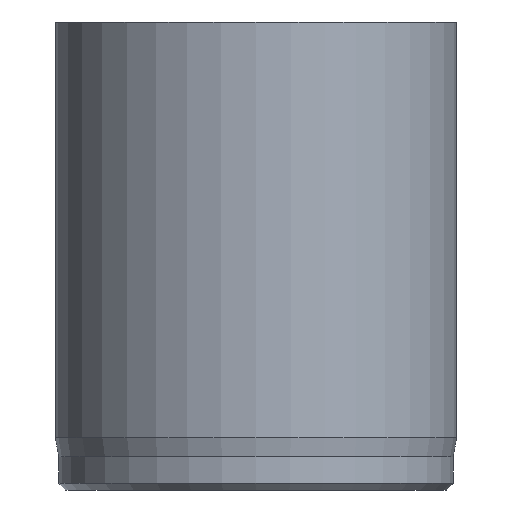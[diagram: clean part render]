
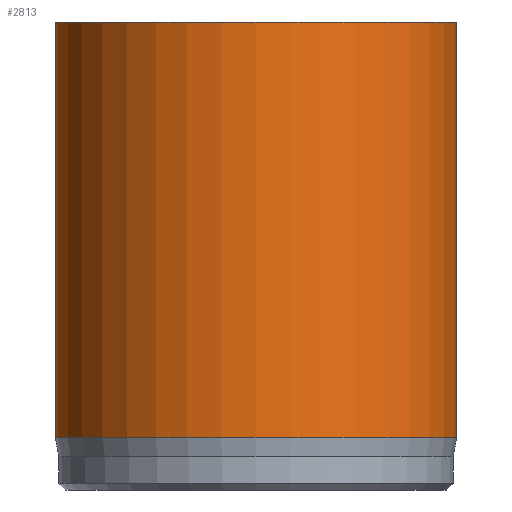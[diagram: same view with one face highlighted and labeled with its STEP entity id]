
A CAD part, front view. The second image highlights one B-rep face of the part: STEP entity #2813.
In plain terms, the highlighted cylindrical face has radius 6 mm (diameter 12 mm), a full revolution.
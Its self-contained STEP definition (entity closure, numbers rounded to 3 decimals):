
#350=CYLINDRICAL_SURFACE('',#2984,6.);
#446=FACE_OUTER_BOUND('',#604,.T.);
#604=EDGE_LOOP('',(#2288,#2289,#2290,#2291,#2292));
#812=LINE('',#4737,#1028);
#1028=VECTOR('',#3293,6.);
#1121=CIRCLE('',#2982,6.);
#1122=CIRCLE('',#2983,6.);
#1123=CIRCLE('',#2985,6.);
#1317=VERTEX_POINT('',#4729);
#1318=VERTEX_POINT('',#4730);
#1319=VERTEX_POINT('',#4735);
#1684=EDGE_CURVE('',#1317,#1318,#1121,.T.);
#1685=EDGE_CURVE('',#1318,#1317,#1122,.T.);
#1687=EDGE_CURVE('',#1319,#1319,#1123,.T.);
#1688=EDGE_CURVE('',#1319,#1317,#812,.T.);
#2288=ORIENTED_EDGE('',*,*,#1687,.T.);
#2289=ORIENTED_EDGE('',*,*,#1688,.T.);
#2290=ORIENTED_EDGE('',*,*,#1684,.T.);
#2291=ORIENTED_EDGE('',*,*,#1685,.T.);
#2292=ORIENTED_EDGE('',*,*,#1688,.F.);
#2813=ADVANCED_FACE('',(#446),#350,.T.);
#2982=AXIS2_PLACEMENT_3D('',#4731,#3284,#3285);
#2983=AXIS2_PLACEMENT_3D('',#4732,#3286,#3287);
#2984=AXIS2_PLACEMENT_3D('',#4734,#3289,#3290);
#2985=AXIS2_PLACEMENT_3D('',#4736,#3291,#3292);
#3284=DIRECTION('center_axis',(0.,0.,1.));
#3285=DIRECTION('ref_axis',(-1.,0.,0.));
#3286=DIRECTION('center_axis',(0.,0.,1.));
#3287=DIRECTION('ref_axis',(-1.,0.,0.));
#3289=DIRECTION('center_axis',(0.,0.,1.));
#3290=DIRECTION('ref_axis',(-1.,0.,0.));
#3291=DIRECTION('center_axis',(0.,0.,-1.));
#3292=DIRECTION('ref_axis',(-1.,0.,0.));
#3293=DIRECTION('',(0.,0.,-1.));
#4729=CARTESIAN_POINT('',(6.,0.,1.567));
#4730=CARTESIAN_POINT('',(-6.,0.,1.567));
#4731=CARTESIAN_POINT('Origin',(0.,0.,1.567));
#4732=CARTESIAN_POINT('Origin',(0.,0.,1.567));
#4734=CARTESIAN_POINT('Origin',(0.,0.,0.));
#4735=CARTESIAN_POINT('',(6.,0.,14.));
#4736=CARTESIAN_POINT('Origin',(0.,0.,14.));
#4737=CARTESIAN_POINT('',(6.,0.,0.));
